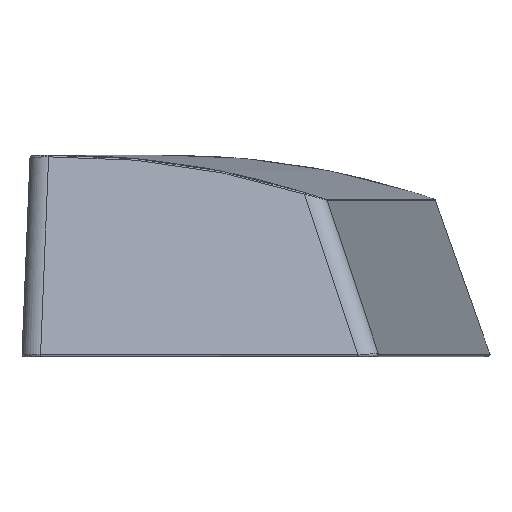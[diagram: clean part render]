
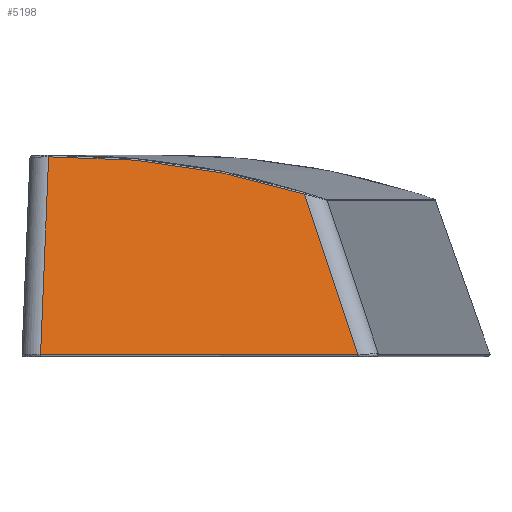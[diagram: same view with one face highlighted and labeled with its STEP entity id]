
A CAD part, front view. The second image highlights one B-rep face of the part: STEP entity #5198.
In plain terms, the highlighted face is planar.
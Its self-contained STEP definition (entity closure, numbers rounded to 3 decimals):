
#4216=CARTESIAN_POINT('Vertex',(5.196,-57.09,8.172)) ;
#4336=CARTESIAN_POINT('Vertex',(-7.718,-56.532,10.049)) ;
#4340=CARTESIAN_POINT('Control Point',(-7.718,-56.532,10.049)) ;
#4341=CARTESIAN_POINT('Control Point',(-5.094,-56.549,10.087)) ;
#4342=CARTESIAN_POINT('Control Point',(-2.468,-56.614,9.917)) ;
#4343=CARTESIAN_POINT('Control Point',(0.137,-56.727,9.538)) ;
#4344=CARTESIAN_POINT('Control Point',(2.699,-56.887,8.954)) ;
#4345=CARTESIAN_POINT('Control Point',(5.196,-57.09,8.172)) ;
#5129=CARTESIAN_POINT('Line Origine',(6.18,-57.755,5.313)) ;
#5133=CARTESIAN_POINT('Vertex',(7.967,-58.962,0.122)) ;
#5175=CARTESIAN_POINT('Axis2P3D Location',(5.075,-56.35,11.4)) ;
#5180=CARTESIAN_POINT('Line Origine',(-7.865,-57.667,5.085)) ;
#5184=CARTESIAN_POINT('Vertex',(-8.012,-58.802,0.122)) ;
#5187=CARTESIAN_POINT('Line Origine',(-0.022,-58.882,0.122)) ;
#5130=DIRECTION('Vector Direction',(-0.318,0.215,0.923)) ;
#5176=DIRECTION('Axis2P3D Direction',(-0.01,-0.975,0.223)) ;
#5177=DIRECTION('Axis2P3D XDirection',(0.042,-0.223,-0.974)) ;
#5181=DIRECTION('Vector Direction',(0.029,0.223,0.974)) ;
#5188=DIRECTION('Vector Direction',(1.,-0.01,0.)) ;
#5178=AXIS2_PLACEMENT_3D('Plane Axis2P3D',#5175,#5176,#5177) ;
#5193=ORIENTED_EDGE('',*,*,#5135,.T.) ;
#5194=ORIENTED_EDGE('',*,*,#4346,.T.) ;
#5195=ORIENTED_EDGE('',*,*,#5186,.F.) ;
#5196=ORIENTED_EDGE('',*,*,#5191,.T.) ;
#5131=VECTOR('Line Direction',#5130,1.) ;
#5182=VECTOR('Line Direction',#5181,1.) ;
#5189=VECTOR('Line Direction',#5188,1.) ;
#5198=ADVANCED_FACE('PartBody',(#5197),#5179,.T.) ;
#4339=B_SPLINE_CURVE_WITH_KNOTS('',5,(#4340,#4341,#4342,#4343,#4344,#4345),.UNSPECIFIED.,.F.,.U.,(6,6),(5.698,24.275),.UNSPECIFIED.) ;
#4346=EDGE_CURVE('',#4217,#4337,#4339,.F.) ;
#5135=EDGE_CURVE('',#5134,#4217,#5132,.T.) ;
#5186=EDGE_CURVE('',#5185,#4337,#5183,.T.) ;
#5191=EDGE_CURVE('',#5185,#5134,#5190,.T.) ;
#5192=EDGE_LOOP('',(#5193,#5194,#5195,#5196)) ;
#5197=FACE_OUTER_BOUND('',#5192,.T.) ;
#5132=LINE('Line',#5129,#5131) ;
#5183=LINE('Line',#5180,#5182) ;
#5190=LINE('Line',#5187,#5189) ;
#5179=PLANE('Plane',#5178) ;
#4217=VERTEX_POINT('',#4216) ;
#4337=VERTEX_POINT('',#4336) ;
#5134=VERTEX_POINT('',#5133) ;
#5185=VERTEX_POINT('',#5184) ;
